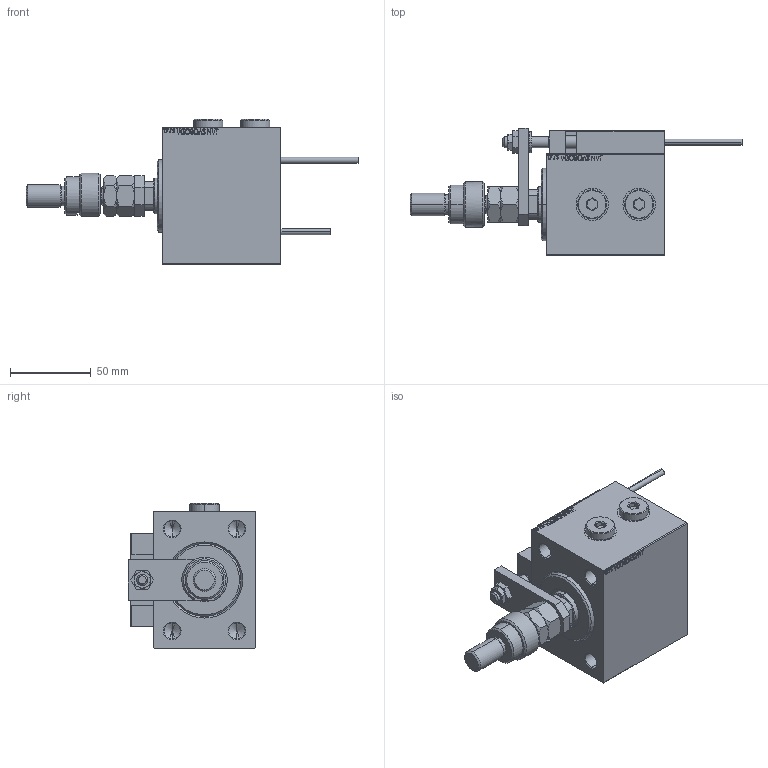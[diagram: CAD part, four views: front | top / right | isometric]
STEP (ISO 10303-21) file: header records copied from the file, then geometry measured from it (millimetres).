
FILE_DESCRIPTION (( 'STEP AP203' ), '1' );
FILE_NAME ('6f81.STEP', '2024-02-13T01:53:43', ( '' ), ( '' ), 'SwSTEP 2.0', 'SolidWorks 2019', '' );
FILE_SCHEMA (( 'CONFIG_CONTROL_DESIGN' ));
Length unit declared in the file: millimetre
Products named in the file (20): ALLEN BOLT D5 17cf0243cd3d667ade67f943e70173f4; 6f81; V450CM_B_VCP 17cf0243cd3d667ade67f943e70173f4; V450CM_VC_B 17cf0243cd3d667ade67f943e70173f4; FEMALE_PART_FOR_DFA 17cf0243cd3d667ade67f943e70173f4; NUT_D12 17cf0243cd3d667ade67f943e70173f4; X_Y_DFA 17cf0243cd3d667ade67f943e70173f4; Block 17cf0243cd3d667ade67f943e70173f4; ZARAZKA 17cf0243cd3d667ade67f943e70173f4; V450CM_B_Body 17cf0243cd3d667ade67f943e70173f4; NUT_D10 17cf0243cd3d667ade67f943e70173f4; KONCOVKA 17cf0243cd3d667ade67f943e70173f4; SWITCH X 17cf0243cd3d667ade67f943e70173f4; Zatka_OIL_PORT 17cf0243cd3d667ade67f943e70173f4; MFA 17cf0243cd3d667ade67f943e70173f4; ALLEN BOLT D8 17cf0243cd3d667ade67f943e70173f4; MAGNET 17cf0243cd3d667ade67f943e70173f4; SWITCH_X_FRONT_BACK 17cf0243cd3d667ade67f943e70173f4; TYC_L79 17cf0243cd3d667ade67f943e70173f4; SWITCH DIM B,W 17cf0243cd3d667ade67f943e70173f4
Assembly tree (30 placements, depth 3):
  6f81
    V450CM_B_Body 17cf0243cd3d667ade67f943e70173f4
    V450CM_B_VCP 17cf0243cd3d667ade67f943e70173f4
    SWITCH X 17cf0243cd3d667ade67f943e70173f4
      SWITCH_X_FRONT_BACK 17cf0243cd3d667ade67f943e70173f4  x2
      TYC_L79 17cf0243cd3d667ade67f943e70173f4
      Block 17cf0243cd3d667ade67f943e70173f4  x2
      ALLEN BOLT D5 17cf0243cd3d667ade67f943e70173f4  x4
      ALLEN BOLT D8 17cf0243cd3d667ade67f943e70173f4  x4
      MAGNET 17cf0243cd3d667ade67f943e70173f4  x2
      KONCOVKA 17cf0243cd3d667ade67f943e70173f4  x2
    NUT_D10 17cf0243cd3d667ade67f943e70173f4
    NUT_D12 17cf0243cd3d667ade67f943e70173f4
    SWITCH DIM B,W 17cf0243cd3d667ade67f943e70173f4
    ZARAZKA 17cf0243cd3d667ade67f943e70173f4
    V450CM_VC_B 17cf0243cd3d667ade67f943e70173f4
    X_Y_DFA 17cf0243cd3d667ade67f943e70173f4
      FEMALE_PART_FOR_DFA 17cf0243cd3d667ade67f943e70173f4
      MFA 17cf0243cd3d667ade67f943e70173f4
    Zatka_OIL_PORT 17cf0243cd3d667ade67f943e70173f4  x2
Bounding box: 205 x 78.5 x 89.9 mm (x, y, z)
Volume: 437523.2 mm3; surface area: 97183.3 mm2
Topology: 28 solids, 28 shells, 1455 faces, 3446 edges, 2170 vertices
Faces by surface type: plane 623, bspline 380, cylinder 211, cone 189, torus 48, sphere 4
Entity records: 55153 total; most frequent: CARTESIAN_POINT 27118, ORIENTED_EDGE 5800, DIRECTION 4147, EDGE_CURVE 2900, VERTEX_POINT 1870, LINE 1629, VECTOR 1629, EDGE_LOOP 1352
